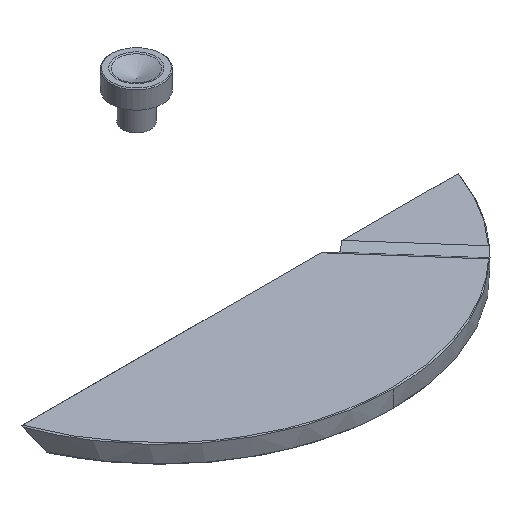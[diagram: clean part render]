
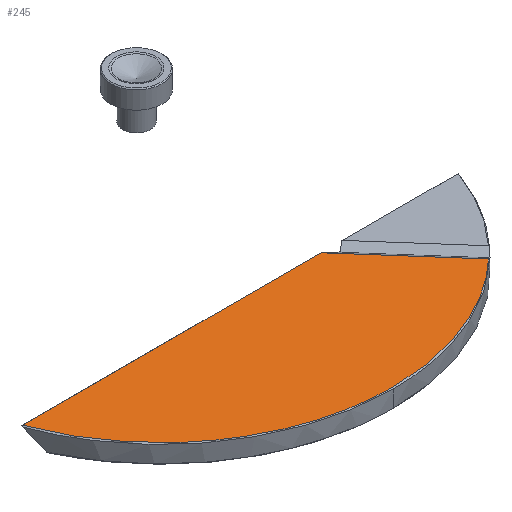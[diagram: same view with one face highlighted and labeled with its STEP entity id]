
A CAD part, isometric view. The second image highlights one B-rep face of the part: STEP entity #245.
In plain terms, the highlighted planar face has unit normal (0, 0, 1).
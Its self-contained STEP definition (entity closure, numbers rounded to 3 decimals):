
#188=CARTESIAN_POINT('',(12.185,-23.931,1086.243));
#189=DIRECTION('',(0.0,0.0,1.0));
#190=DIRECTION('',(1.0,0.0,0.0));
#191=AXIS2_PLACEMENT_3D('',#188,#189,#190);
#192=PLANE('',#191);
#193=CARTESIAN_POINT('',(-23.384,-10.649,1086.243));
#194=VERTEX_POINT('',#193);
#195=CARTESIAN_POINT('',(0.,-27.001,1086.243));
#196=VERTEX_POINT('',#195);
#197=CARTESIAN_POINT('',(-23.384,-10.649,1086.243));
#198=CARTESIAN_POINT('',(-22.589,-12.773,1086.243));
#199=CARTESIAN_POINT('',(-21.543,-14.586,1086.243));
#200=CARTESIAN_POINT('',(-20.735,-15.985,1086.243));
#201=CARTESIAN_POINT('',(-19.741,-17.273,1086.243));
#202=CARTESIAN_POINT('',(-17.378,-20.334,1086.243));
#203=CARTESIAN_POINT('',(-14.283,-22.497,1086.243));
#204=CARTESIAN_POINT('',(-11.132,-24.699,1086.243));
#205=CARTESIAN_POINT('',(-7.502,-25.844,1086.243));
#206=CARTESIAN_POINT('',(-3.822,-27.005,1086.243));
#207=CARTESIAN_POINT('',(0.,-27.001,1086.243));
#208=B_SPLINE_CURVE_WITH_KNOTS('',2,(#197,#198,#199,#200,#201,#202,#203,#204,#205,#206,#207),.UNSPECIFIED.,.F.,.U.,(3,2,2,2,2,3),(0.0,0.143,0.25,0.5,0.75,1.0),.UNSPECIFIED.);
#209=EDGE_CURVE('',#194,#196,#208,.T.);
#210=ORIENTED_EDGE('',*,*,#209,.T.);
#211=CARTESIAN_POINT('',(17.078,-20.222,1086.243));
#212=VERTEX_POINT('',#211);
#213=CARTESIAN_POINT('',(0.,-27.001,1086.243));
#214=CARTESIAN_POINT('',(4.766,-27.002,1086.243));
#215=CARTESIAN_POINT('',(9.201,-25.239,1086.243));
#216=CARTESIAN_POINT('',(13.616,-23.484,1086.243));
#217=CARTESIAN_POINT('',(17.078,-20.222,1086.243));
#218=B_SPLINE_CURVE_WITH_KNOTS('',2,(#213,#214,#215,#216,#217),.UNSPECIFIED.,.F.,.U.,(3,2,3),(0.0,0.5,1.0),.UNSPECIFIED.);
#219=EDGE_CURVE('',#196,#212,#218,.T.);
#220=ORIENTED_EDGE('',*,*,#219,.T.);
#221=CARTESIAN_POINT('',(8.684,-10.681,1086.243));
#222=VERTEX_POINT('',#221);
#223=CARTESIAN_POINT('',(16.783,-19.886,1086.243));
#224=DIRECTION('',(0.661,-0.751,0.0));
#225=VECTOR('',#224,1.);
#226=LINE('',#223,#225);
#227=EDGE_CURVE('',#222,#212,#226,.T.);
#228=ORIENTED_EDGE('',*,*,#227,.F.);
#229=CARTESIAN_POINT('',(8.599,-10.65,1086.243));
#230=VERTEX_POINT('',#229);
#231=CARTESIAN_POINT('',(16.019,-13.335,1086.243));
#232=DIRECTION('',(-0.94,0.34,0.0));
#233=VECTOR('',#232,1.);
#234=LINE('',#231,#233);
#235=EDGE_CURVE('',#222,#230,#234,.T.);
#236=ORIENTED_EDGE('',*,*,#235,.T.);
#237=CARTESIAN_POINT('',(12.185,-10.65,1086.243));
#238=DIRECTION('',(-1.0,0.0,0.0));
#239=VECTOR('',#238,1.0);
#240=LINE('',#237,#239);
#241=EDGE_CURVE('',#230,#194,#240,.T.);
#242=ORIENTED_EDGE('',*,*,#241,.T.);
#243=EDGE_LOOP('',(#210,#220,#228,#236,#242));
#244=FACE_OUTER_BOUND('',#243,.T.);
#245=ADVANCED_FACE('',(#244),#192,.T.);
